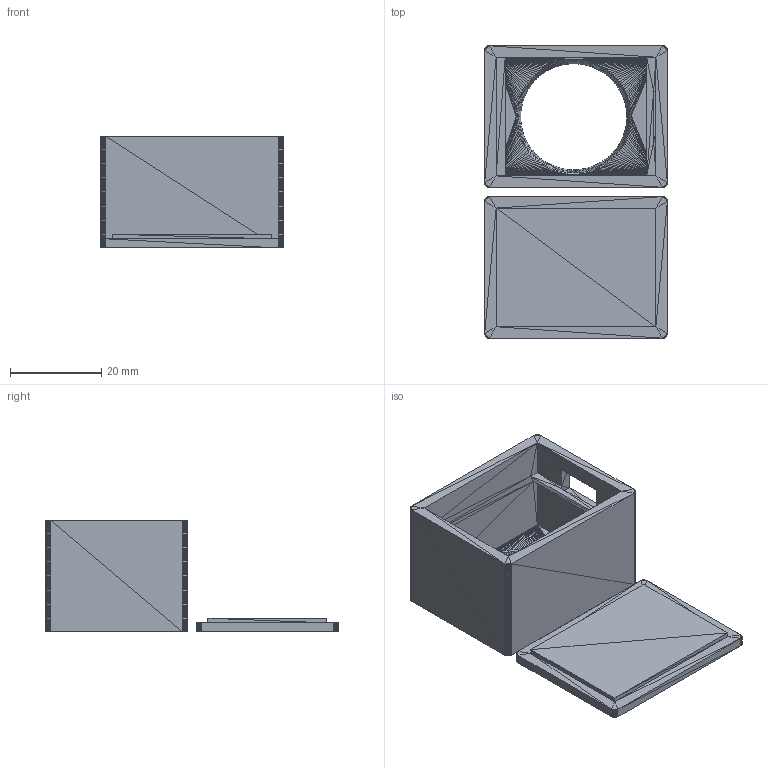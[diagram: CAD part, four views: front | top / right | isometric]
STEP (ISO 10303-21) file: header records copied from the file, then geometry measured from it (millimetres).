
FILE_DESCRIPTION(/* description */ (''),/* implementation_level */ '2;1');
FILE_NAME(/* name */ 'Erics PIR Case .step',/* time_stamp */ '2021-01-02T11:02:39-05:00',/* author */ (''),/* organization */ (''),/* preprocessor_version */ 'ST-DEVELOPER v18.1',/* originating_system */ 'Autodesk Translation Framework v9.3.0.1241',/* authorisation */ '');
FILE_SCHEMA (('AUTOMOTIVE_DESIGN { 1 0 10303 214 3 1 1 }'));
Length unit declared in the file: millimetre
Products named in the file (1): (Unsaved)
Bounding box: 40 x 64 x 24.5 mm (x, y, z)
Volume: 12592.8 mm3; surface area: 10979.5 mm2
Topology: 2 solids, 2 shells, 2317 faces, 3642 edges, 1334 vertices
Faces by surface type: plane 2286, bspline 31
Entity records: 47070 total; most frequent: DIRECTION 8154, CARTESIAN_POINT 7821, ORIENTED_EDGE 7284, EDGE_CURVE 3642, LINE 3580, VECTOR 3580, EDGE_LOOP 2326, FACE_OUTER_BOUND 2317
